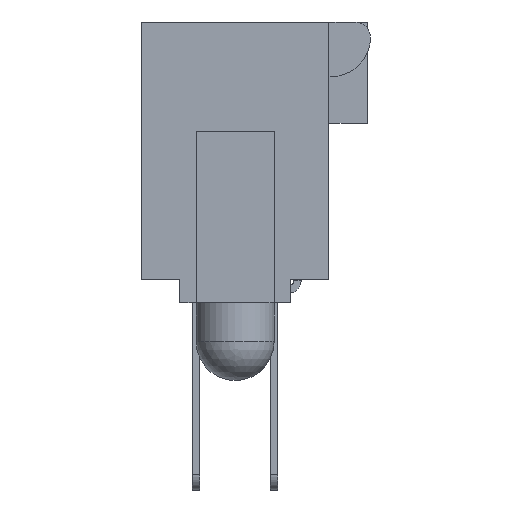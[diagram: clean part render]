
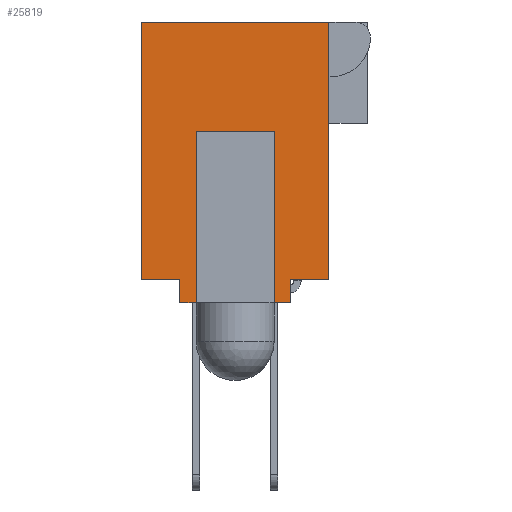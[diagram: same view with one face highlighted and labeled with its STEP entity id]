
A CAD part, left-side view. The second image highlights one B-rep face of the part: STEP entity #25819.
In plain terms, the highlighted planar face has unit normal (-1, 0, 0).
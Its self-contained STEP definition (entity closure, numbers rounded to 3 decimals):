
#3572=CARTESIAN_POINT('',(-3.365,0.9,-4.19));
#3573=VERTEX_POINT('',#3572);
#3580=CARTESIAN_POINT('',(-3.365,1.525,-4.19));
#3581=VERTEX_POINT('',#3580);
#3582=CARTESIAN_POINT('',(-3.365,0.9,-4.19));
#3583=DIRECTION('',(0.,1.,0.));
#3584=VECTOR('',#3583,0.625);
#3585=LINE('',#3582,#3584);
#3586=EDGE_CURVE('',#3573,#3581,#3585,.T.);
#3613=CARTESIAN_POINT('',(-3.365,-1.525,-4.19));
#3614=VERTEX_POINT('',#3613);
#3621=CARTESIAN_POINT('',(-3.365,-0.9,-4.19));
#3622=VERTEX_POINT('',#3621);
#3623=CARTESIAN_POINT('',(-3.365,-1.525,-4.19));
#3624=DIRECTION('',(0.,1.,0.));
#3625=VECTOR('',#3624,0.625);
#3626=LINE('',#3623,#3625);
#3627=EDGE_CURVE('',#3614,#3622,#3626,.T.);
#6788=CARTESIAN_POINT('',(-3.365,-0.9,-4.57));
#6789=VERTEX_POINT('',#6788);
#6813=CARTESIAN_POINT('',(-3.365,-0.9,-4.19));
#6814=DIRECTION('',(0.,0.,-1.));
#6815=VECTOR('',#6814,0.38);
#6816=LINE('',#6813,#6815);
#6817=EDGE_CURVE('',#3622,#6789,#6816,.T.);
#7109=CARTESIAN_POINT('',(-3.365,1.525,0.));
#7110=VERTEX_POINT('',#7109);
#7111=CARTESIAN_POINT('',(-3.365,-1.525,0.));
#7112=VERTEX_POINT('',#7111);
#7113=CARTESIAN_POINT('',(-3.365,1.525,0.));
#7114=DIRECTION('',(0.,-1.,0.));
#7115=VECTOR('',#7114,3.05);
#7116=LINE('',#7113,#7115);
#7117=EDGE_CURVE('',#7110,#7112,#7116,.T.);
#8731=CARTESIAN_POINT('',(-3.365,1.525,-4.19));
#8732=DIRECTION('',(0.,0.,1.));
#8733=VECTOR('',#8732,4.19);
#8734=LINE('',#8731,#8733);
#8735=EDGE_CURVE('',#3581,#7110,#8734,.T.);
#11933=CARTESIAN_POINT('',(-3.365,0.9,-4.57));
#11934=VERTEX_POINT('',#11933);
#11935=CARTESIAN_POINT('',(-3.365,0.9,-4.57));
#11936=DIRECTION('',(0.,0.,1.));
#11937=VECTOR('',#11936,0.38);
#11938=LINE('',#11935,#11937);
#11939=EDGE_CURVE('',#11934,#3573,#11938,.T.);
#25762=CARTESIAN_POINT('',(-3.365,0.,-2.285));
#25763=DIRECTION('',(0.,-1.,0.));
#25764=DIRECTION('',(-1.,0.,0.));
#25765=AXIS2_PLACEMENT_3D('',#25762,#25764,#25763);
#25766=PLANE('',#25765);
#25767=ORIENTED_EDGE('',*,*,#8735,.F.);
#25768=ORIENTED_EDGE('',*,*,#3586,.F.);
#25769=ORIENTED_EDGE('',*,*,#11939,.F.);
#25770=CARTESIAN_POINT('',(-3.365,0.635,-4.57));
#25771=VERTEX_POINT('',#25770);
#25772=CARTESIAN_POINT('',(-3.365,0.9,-4.57));
#25773=DIRECTION('',(0.,-1.,0.));
#25774=VECTOR('',#25773,0.265);
#25775=LINE('',#25772,#25774);
#25776=EDGE_CURVE('',#11934,#25771,#25775,.T.);
#25777=ORIENTED_EDGE('',*,*,#25776,.T.);
#25778=CARTESIAN_POINT('',(-3.365,0.635,-1.78));
#25779=VERTEX_POINT('',#25778);
#25780=CARTESIAN_POINT('',(-3.365,0.635,-4.57));
#25781=DIRECTION('',(0.,0.,1.));
#25782=VECTOR('',#25781,2.79);
#25783=LINE('',#25780,#25782);
#25784=EDGE_CURVE('',#25771,#25779,#25783,.T.);
#25785=ORIENTED_EDGE('',*,*,#25784,.T.);
#25786=CARTESIAN_POINT('',(-3.365,-0.635,-1.78));
#25787=VERTEX_POINT('',#25786);
#25788=CARTESIAN_POINT('',(-3.365,0.635,-1.78));
#25789=DIRECTION('',(0.,-1.,0.));
#25790=VECTOR('',#25789,1.27);
#25791=LINE('',#25788,#25790);
#25792=EDGE_CURVE('',#25779,#25787,#25791,.T.);
#25793=ORIENTED_EDGE('',*,*,#25792,.T.);
#25794=CARTESIAN_POINT('',(-3.365,-0.635,-4.57));
#25795=VERTEX_POINT('',#25794);
#25796=CARTESIAN_POINT('',(-3.365,-0.635,-1.78));
#25797=DIRECTION('',(0.,0.,-1.));
#25798=VECTOR('',#25797,2.79);
#25799=LINE('',#25796,#25798);
#25800=EDGE_CURVE('',#25787,#25795,#25799,.T.);
#25801=ORIENTED_EDGE('',*,*,#25800,.T.);
#25802=CARTESIAN_POINT('',(-3.365,-0.635,-4.57));
#25803=DIRECTION('',(0.,-1.,0.));
#25804=VECTOR('',#25803,0.265);
#25805=LINE('',#25802,#25804);
#25806=EDGE_CURVE('',#25795,#6789,#25805,.T.);
#25807=ORIENTED_EDGE('',*,*,#25806,.T.);
#25808=ORIENTED_EDGE('',*,*,#6817,.F.);
#25809=ORIENTED_EDGE('',*,*,#3627,.F.);
#25810=CARTESIAN_POINT('',(-3.365,-1.525,-4.19));
#25811=DIRECTION('',(0.,0.,1.));
#25812=VECTOR('',#25811,4.19);
#25813=LINE('',#25810,#25812);
#25814=EDGE_CURVE('',#3614,#7112,#25813,.T.);
#25815=ORIENTED_EDGE('',*,*,#25814,.T.);
#25816=ORIENTED_EDGE('',*,*,#7117,.F.);
#25817=EDGE_LOOP('',(#25767,#25768,#25769,#25777,#25785,#25793,#25801,#25807,#25808,#25809,#25815,#25816));
#25818=FACE_OUTER_BOUND('',#25817,.T.);
#25819=ADVANCED_FACE('',(#25818),#25766,.T.);
